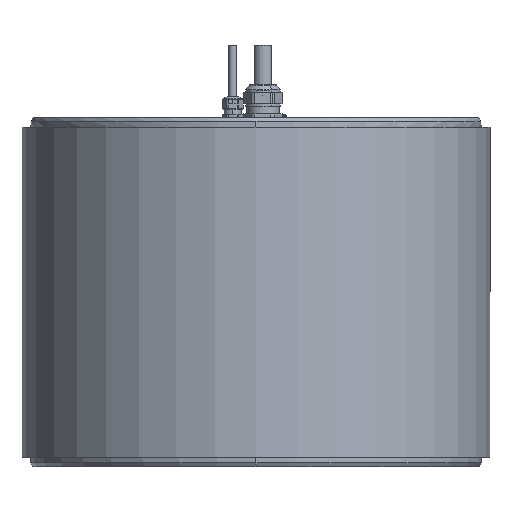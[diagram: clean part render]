
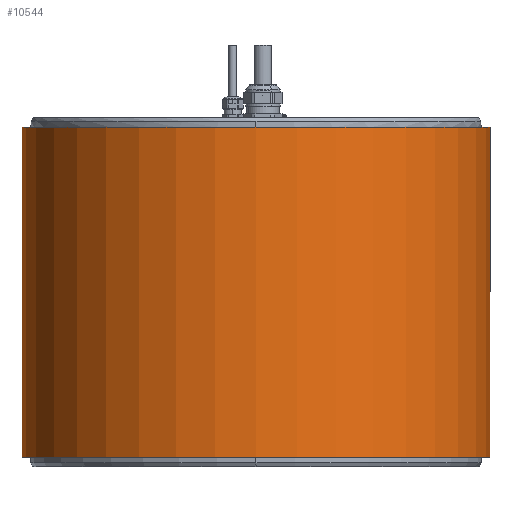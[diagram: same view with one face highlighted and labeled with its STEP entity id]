
A CAD part, front view. The second image highlights one B-rep face of the part: STEP entity #10544.
In plain terms, the highlighted cylindrical face has radius 161 mm (diameter 322 mm), a partial arc.
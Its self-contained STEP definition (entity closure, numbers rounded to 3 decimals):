
#1808=CARTESIAN_POINT('',(0.,0.,-6.6));
#1809=DIRECTION('',(0.,0.,1.));
#1810=DIRECTION('',(-0.183,0.983,0.));
#1811=AXIS2_PLACEMENT_3D('',#1808,#1809,#1810);
#1813=DIRECTION('',(0.,0.,1.));
#1814=VECTOR('',#1813,226.8);
#1815=CARTESIAN_POINT('',(29.5,158.274,-233.4));
#1816=LINE('',#1815,#1814);
#1817=CARTESIAN_POINT('',(0.,0.,-233.4));
#1818=DIRECTION('',(0.,0.,-1.));
#1819=DIRECTION('',(0.183,0.983,0.));
#1820=AXIS2_PLACEMENT_3D('',#1817,#1818,#1819);
#1822=DIRECTION('',(0.,0.,1.));
#1823=VECTOR('',#1822,226.8);
#1824=CARTESIAN_POINT('',(-29.5,158.274,-233.4));
#1825=LINE('',#1824,#1823);
#6972=CARTESIAN_POINT('',(-29.5,158.274,-233.4));
#6973=CARTESIAN_POINT('',(29.5,158.274,-233.4));
#6974=VERTEX_POINT('',#6972);
#6975=VERTEX_POINT('',#6973);
#6976=CARTESIAN_POINT('',(-29.5,158.274,-6.6));
#6977=CARTESIAN_POINT('',(29.5,158.274,-6.6));
#6978=VERTEX_POINT('',#6976);
#6979=VERTEX_POINT('',#6977);
#10532=CARTESIAN_POINT('',(0.,0.,4.74));
#10533=DIRECTION('',(0.,0.,-1.));
#10534=DIRECTION('',(1.,0.,0.));
#10535=AXIS2_PLACEMENT_3D('',#10532,#10533,#10534);
#10536=CYLINDRICAL_SURFACE('',#10535,161.);
#10538=ORIENTED_EDGE('',*,*,#10537,.T.);
#10539=ORIENTED_EDGE('',*,*,#10497,.F.);
#10540=ORIENTED_EDGE('',*,*,#10521,.T.);
#10541=ORIENTED_EDGE('',*,*,#10501,.T.);
#10542=EDGE_LOOP('',(#10538,#10539,#10540,#10541));
#10543=FACE_OUTER_BOUND('',#10542,.F.);
#10544=ADVANCED_FACE('',(#10543),#10536,.T.);
#1812=CIRCLE('',#1811,161.);
#1821=CIRCLE('',#1820,161.);
#10497=EDGE_CURVE('',#6975,#6979,#1816,.T.);
#10501=EDGE_CURVE('',#6974,#6978,#1825,.T.);
#10521=EDGE_CURVE('',#6975,#6974,#1821,.T.);
#10537=EDGE_CURVE('',#6978,#6979,#1812,.T.);
